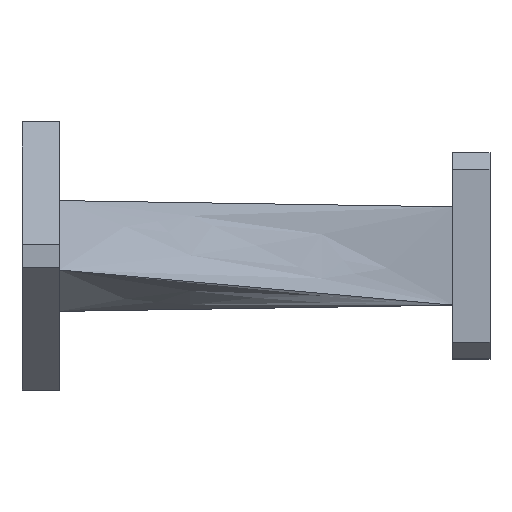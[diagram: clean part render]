
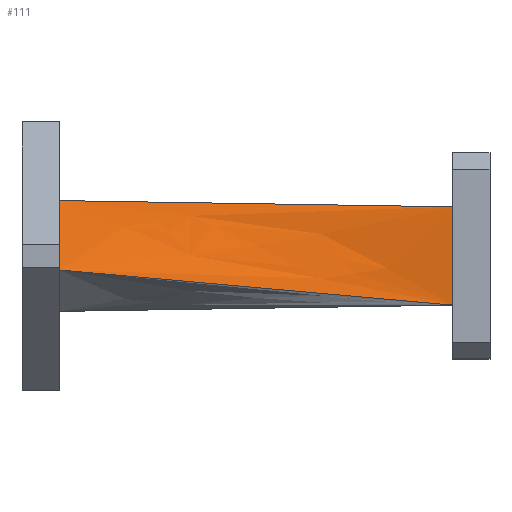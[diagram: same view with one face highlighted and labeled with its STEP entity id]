
A CAD part, top view. The second image highlights one B-rep face of the part: STEP entity #111.
In plain terms, the highlighted free-form (B-spline) face has degree [3, 1] with [6, 2] control points.
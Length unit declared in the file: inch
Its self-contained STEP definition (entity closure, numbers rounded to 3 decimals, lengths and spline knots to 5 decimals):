
#3 = CARTESIAN_POINT ( 'NONE',  ( -1.68, 0.03889, 0.13789 ) ) ;
#64 = VECTOR ( 'NONE', #913, 39.37008 ) ;
#83 = EDGE_LOOP ( 'NONE', ( #753, #321, #1674, #564 ) ) ;
#111 = ADVANCED_FACE ( 'NONE', ( #931 ), #1335, .T. ) ;
#118 = CARTESIAN_POINT ( 'NONE',  ( 0., -0.14, 0.125 ) ) ;
#220 = CARTESIAN_POINT ( 'NONE',  ( -0.84, -0.13505, 0.18094 ) ) ;
#257 = DIRECTION ( 'NONE',  ( 0.994, -0.016, 0.11 ) ) ;
#321 = ORIENTED_EDGE ( 'NONE', *, *, #1011, .F. ) ;
#331 = VERTEX_POINT ( 'NONE', #884 ) ;
#346 = VERTEX_POINT ( 'NONE', #780 ) ;
#369 = CARTESIAN_POINT ( 'NONE',  ( 0., 0.07, 0.125 ) ) ;
#384 = CARTESIAN_POINT ( 'NONE',  ( -1.68, 0.23688, -0.0601 ) ) ;
#508 = CARTESIAN_POINT ( 'NONE',  ( -1.68, -0.0601, 0.23688 ) ) ;
#540 = CARTESIAN_POINT ( 'NONE',  ( -1.68, 0.18738, -0.01061 ) ) ;
#564 = ORIENTED_EDGE ( 'NONE', *, *, #1512, .F. ) ;
#655 = CARTESIAN_POINT ( 'NONE',  ( -1.68, -0.01061, 0.18738 ) ) ;
#708 = VERTEX_POINT ( 'NONE', #1301 ) ;
#738 = VECTOR ( 'NONE', #257, 39.37008 ) ;
#753 = ORIENTED_EDGE ( 'NONE', *, *, #1649, .T. ) ;
#780 = CARTESIAN_POINT ( 'NONE',  ( 0., -0.21, 0.125 ) ) ;
#802 = CARTESIAN_POINT ( 'NONE',  ( 0., 0.14, 0.125 ) ) ;
#884 = CARTESIAN_POINT ( 'NONE',  ( -1.68, -0.0601, 0.23688 ) ) ;
#912 = LINE ( 'NONE', #220, #1066 ) ;
#913 = DIRECTION ( 'NONE',  ( 0., -0.707, 0.707 ) ) ;
#917 = CARTESIAN_POINT ( 'NONE',  ( 0., 0.21, 0.125 ) ) ;
#925 = CARTESIAN_POINT ( 'NONE',  ( 0., -0.21, 0.125 ) ) ;
#931 = FACE_OUTER_BOUND ( 'NONE', #83, .T. ) ;
#1011 = EDGE_CURVE ( 'NONE', #1354, #708, #1711, .T. ) ;
#1050 = LINE ( 'NONE', #384, #64 ) ;
#1066 = VECTOR ( 'NONE', #1474, 39.37008 ) ;
#1103 = EDGE_CURVE ( 'NONE', #1354, #331, #1050, .T. ) ;
#1180 = CARTESIAN_POINT ( 'NONE',  ( 0., -0.07, 0.125 ) ) ;
#1196 = CARTESIAN_POINT ( 'NONE',  ( -1.68, 0.13789, 0.03889 ) ) ;
#1205 = CARTESIAN_POINT ( 'NONE',  ( -1.68, 0.23688, -0.0601 ) ) ;
#1270 = VECTOR ( 'NONE', #1520, 39.37008 ) ;
#1301 = CARTESIAN_POINT ( 'NONE',  ( 0., 0.21, 0.125 ) ) ;
#1335 = B_SPLINE_SURFACE_WITH_KNOTS ( 'NONE', 3, 1, ( 
 ( #925, #508 ),
 ( #118, #655 ),
 ( #1180, #3 ),
 ( #369, #1196 ),
 ( #802, #540 ),
 ( #917, #1205 ) ),
 .UNSPECIFIED., .F., .F., .F.,
 ( 4, 2, 4 ),
 ( 2, 2 ),
 ( 0., 0.5, 1. ),
 ( 0., 1. ),
 .UNSPECIFIED. ) ;
#1348 = LINE ( 'NONE', #1493, #1270 ) ;
#1354 = VERTEX_POINT ( 'NONE', #1670 ) ;
#1474 = DIRECTION ( 'NONE',  ( -0.994, 0.089, 0.066 ) ) ;
#1493 = CARTESIAN_POINT ( 'NONE',  ( 0., -0.21, 0.125 ) ) ;
#1512 = EDGE_CURVE ( 'NONE', #346, #331, #912, .T. ) ;
#1520 = DIRECTION ( 'NONE',  ( 0., 1., 0. ) ) ;
#1614 = CARTESIAN_POINT ( 'NONE',  ( -0.84, 0.22344, 0.03245 ) ) ;
#1649 = EDGE_CURVE ( 'NONE', #346, #708, #1348, .T. ) ;
#1670 = CARTESIAN_POINT ( 'NONE',  ( -1.68, 0.23688, -0.0601 ) ) ;
#1674 = ORIENTED_EDGE ( 'NONE', *, *, #1103, .T. ) ;
#1711 = LINE ( 'NONE', #1614, #738 ) ;
